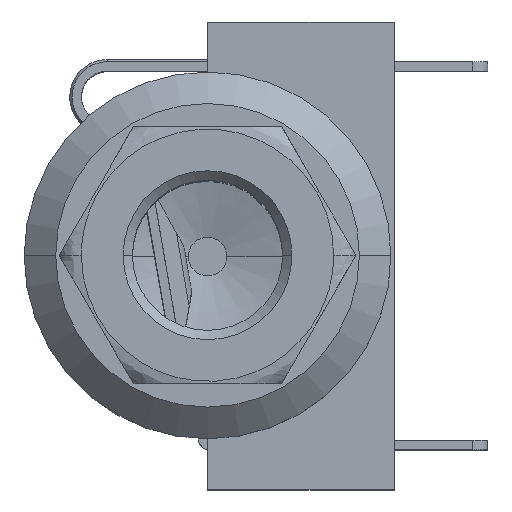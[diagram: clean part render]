
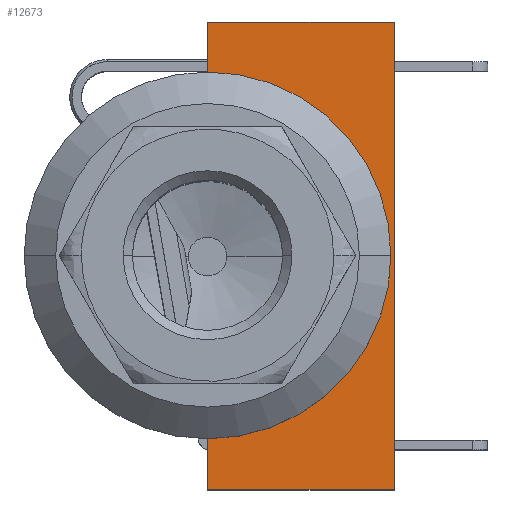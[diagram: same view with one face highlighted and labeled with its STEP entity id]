
A CAD part, top view. The second image highlights one B-rep face of the part: STEP entity #12673.
In plain terms, the highlighted planar face has unit normal (0, 0, -1).
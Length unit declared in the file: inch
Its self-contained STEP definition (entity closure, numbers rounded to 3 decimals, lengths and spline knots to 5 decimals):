
#73 = EDGE_CURVE ( 'NONE', #2834, #6735, #18009, .T. ) ;
#93 = VECTOR ( 'NONE', #4870, 39.37008 ) ;
#747 = VERTEX_POINT ( 'NONE', #8560 ) ;
#1183 = AXIS2_PLACEMENT_3D ( 'NONE', #8439, #18589, #15862 ) ;
#1425 = VERTEX_POINT ( 'NONE', #14624 ) ;
#1967 = ORIENTED_EDGE ( 'NONE', *, *, #8523, .F. ) ;
#2696 = EDGE_LOOP ( 'NONE', ( #7507, #1967 ) ) ;
#2705 = AXIS2_PLACEMENT_3D ( 'NONE', #16571, #4606, #13676 ) ;
#2834 = VERTEX_POINT ( 'NONE', #4541 ) ;
#3417 = CARTESIAN_POINT ( 'NONE',  ( 0.31496, -0.3937, 0. ) ) ;
#3624 = VECTOR ( 'NONE', #6578, 39.37008 ) ;
#4088 = CARTESIAN_POINT ( 'NONE',  ( 0., 0.3937, 0. ) ) ;
#4375 = PLANE ( 'NONE',  #12967 ) ;
#4541 = CARTESIAN_POINT ( 'NONE',  ( 0., 0.3937, 0. ) ) ;
#4606 = DIRECTION ( 'NONE',  ( 0., 0., 1. ) ) ;
#4870 = DIRECTION ( 'NONE',  ( 0., 1., 0. ) ) ;
#5127 = CARTESIAN_POINT ( 'NONE',  ( -0.21654, 0., 0. ) ) ;
#5543 = LINE ( 'NONE', #4088, #7206 ) ;
#5584 = EDGE_CURVE ( 'NONE', #1425, #5817, #8276, .T. ) ;
#5817 = VERTEX_POINT ( 'NONE', #3417 ) ;
#6321 = LINE ( 'NONE', #18099, #93 ) ;
#6578 = DIRECTION ( 'NONE',  ( 0., 1., 0. ) ) ;
#6735 = VERTEX_POINT ( 'NONE', #19010 ) ;
#7206 = VECTOR ( 'NONE', #13335, 39.37008 ) ;
#7360 = FACE_BOUND ( 'NONE', #2696, .T. ) ;
#7507 = ORIENTED_EDGE ( 'NONE', *, *, #10267, .F. ) ;
#7600 = VERTEX_POINT ( 'NONE', #9841 ) ;
#7719 = EDGE_LOOP ( 'NONE', ( #7759, #13454, #13405, #17835, #8146, #10673 ) ) ;
#7759 = ORIENTED_EDGE ( 'NONE', *, *, #16713, .F. ) ;
#7913 = DIRECTION ( 'NONE',  ( -1., 0., 0. ) ) ;
#8110 = LINE ( 'NONE', #18162, #3624 ) ;
#8146 = ORIENTED_EDGE ( 'NONE', *, *, #16890, .T. ) ;
#8276 = LINE ( 'NONE', #17160, #15578 ) ;
#8439 = CARTESIAN_POINT ( 'NONE',  ( 0., 0., 0. ) ) ;
#8523 = EDGE_CURVE ( 'NONE', #11665, #18684, #17201, .T. ) ;
#8542 = EDGE_CURVE ( 'NONE', #1425, #7600, #8110, .T. ) ;
#8560 = CARTESIAN_POINT ( 'NONE',  ( 0., 0.29528, 0. ) ) ;
#9517 = CARTESIAN_POINT ( 'NONE',  ( 0.21654, 0., 0. ) ) ;
#9609 = EDGE_CURVE ( 'NONE', #747, #7600, #11035, .T. ) ;
#9841 = CARTESIAN_POINT ( 'NONE',  ( 0., -0.29528, 0. ) ) ;
#10267 = EDGE_CURVE ( 'NONE', #18684, #11665, #10435, .T. ) ;
#10435 = CIRCLE ( 'NONE', #1183, 0.21654 ) ;
#10673 = ORIENTED_EDGE ( 'NONE', *, *, #73, .T. ) ;
#10971 = DIRECTION ( 'NONE',  ( 1., 0., 0. ) ) ;
#11035 = CIRCLE ( 'NONE', #2705, 0.29528 ) ;
#11665 = VERTEX_POINT ( 'NONE', #9517 ) ;
#12673 = ADVANCED_FACE ( 'NONE', ( #7360, #13151 ), #4375, .F. ) ;
#12967 = AXIS2_PLACEMENT_3D ( 'NONE', #14689, #17498, #12977 ) ;
#12977 = DIRECTION ( 'NONE',  ( 1., 0., 0. ) ) ;
#13151 = FACE_OUTER_BOUND ( 'NONE', #7719, .T. ) ;
#13185 = AXIS2_PLACEMENT_3D ( 'NONE', #13465, #13186, #7913 ) ;
#13186 = DIRECTION ( 'NONE',  ( 0., 0., -1. ) ) ;
#13271 = CARTESIAN_POINT ( 'NONE',  ( 0.31496, 0.3937, 0. ) ) ;
#13335 = DIRECTION ( 'NONE',  ( 0., 1., 0. ) ) ;
#13405 = ORIENTED_EDGE ( 'NONE', *, *, #8542, .T. ) ;
#13454 = ORIENTED_EDGE ( 'NONE', *, *, #5584, .F. ) ;
#13465 = CARTESIAN_POINT ( 'NONE',  ( 0., 0., 0. ) ) ;
#13676 = DIRECTION ( 'NONE',  ( 1., 0., 0. ) ) ;
#14181 = VECTOR ( 'NONE', #17712, 39.37008 ) ;
#14624 = CARTESIAN_POINT ( 'NONE',  ( 0., -0.3937, 0. ) ) ;
#14689 = CARTESIAN_POINT ( 'NONE',  ( 0.31496, 0.3937, 0. ) ) ;
#15578 = VECTOR ( 'NONE', #10971, 39.37008 ) ;
#15862 = DIRECTION ( 'NONE',  ( -1., 0., 0. ) ) ;
#16571 = CARTESIAN_POINT ( 'NONE',  ( -0.00005, 0., 0. ) ) ;
#16713 = EDGE_CURVE ( 'NONE', #5817, #6735, #6321, .T. ) ;
#16890 = EDGE_CURVE ( 'NONE', #747, #2834, #5543, .T. ) ;
#17160 = CARTESIAN_POINT ( 'NONE',  ( 0.31496, -0.3937, 0. ) ) ;
#17201 = CIRCLE ( 'NONE', #13185, 0.21654 ) ;
#17498 = DIRECTION ( 'NONE',  ( 0., 0., 1. ) ) ;
#17712 = DIRECTION ( 'NONE',  ( 1., 0., 0. ) ) ;
#17835 = ORIENTED_EDGE ( 'NONE', *, *, #9609, .F. ) ;
#18009 = LINE ( 'NONE', #13271, #14181 ) ;
#18099 = CARTESIAN_POINT ( 'NONE',  ( 0.31496, 0.3937, 0. ) ) ;
#18162 = CARTESIAN_POINT ( 'NONE',  ( 0., 0.3937, 0. ) ) ;
#18589 = DIRECTION ( 'NONE',  ( 0., 0., -1. ) ) ;
#18684 = VERTEX_POINT ( 'NONE', #5127 ) ;
#19010 = CARTESIAN_POINT ( 'NONE',  ( 0.31496, 0.3937, 0. ) ) ;
